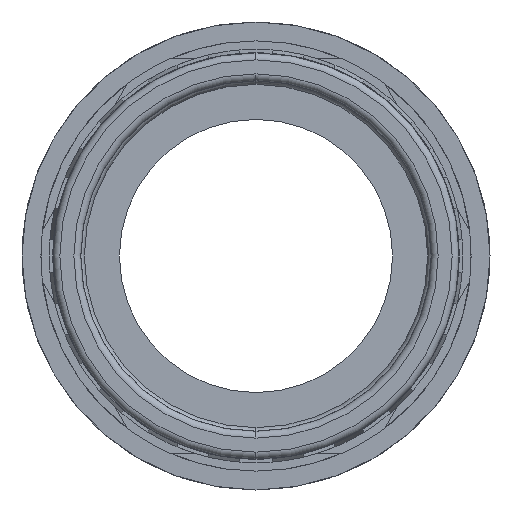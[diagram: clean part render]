
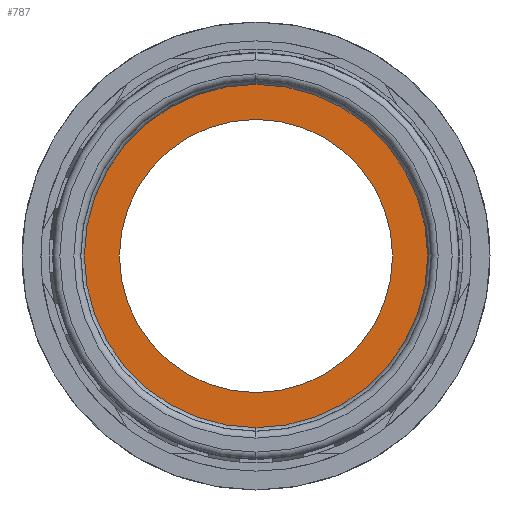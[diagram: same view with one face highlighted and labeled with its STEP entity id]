
A CAD part, left-side view. The second image highlights one B-rep face of the part: STEP entity #787.
In plain terms, the highlighted planar face has unit normal (-1, 0, 0).
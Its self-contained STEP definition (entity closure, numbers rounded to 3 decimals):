
#86 = DIRECTION ( 'NONE',  ( 0., 0., 1. ) ) ;
#357 = CIRCLE ( 'NONE', #5114, 25. ) ;
#634 = CARTESIAN_POINT ( 'NONE',  ( -138.5, 0., 19.5 ) ) ;
#787 = ADVANCED_FACE ( 'NONE', ( #24963, #14935 ), #24376, .T. ) ;
#919 = DIRECTION ( 'NONE',  ( 0., 0., 1. ) ) ;
#1428 = CIRCLE ( 'NONE', #17134, 19.5 ) ;
#2761 = AXIS2_PLACEMENT_3D ( 'NONE', #24224, #12211, #26200 ) ;
#3989 = CIRCLE ( 'NONE', #2761, 19.5 ) ;
#4248 = CARTESIAN_POINT ( 'NONE',  ( -138.5, 0., 0. ) ) ;
#4674 = ORIENTED_EDGE ( 'NONE', *, *, #5855, .F. ) ;
#5114 = AXIS2_PLACEMENT_3D ( 'NONE', #10524, #24538, #12530 ) ;
#5324 = ORIENTED_EDGE ( 'NONE', *, *, #9849, .F. ) ;
#5855 = EDGE_CURVE ( 'NONE', #25128, #26216, #1428, .T. ) ;
#6416 = CARTESIAN_POINT ( 'NONE',  ( -138.5, 0., -25. ) ) ;
#7041 = AXIS2_PLACEMENT_3D ( 'NONE', #4248, #12365, #86 ) ;
#7507 = CARTESIAN_POINT ( 'NONE',  ( -138.5, 0., 0. ) ) ;
#8537 = EDGE_CURVE ( 'NONE', #15126, #23359, #24152, .T. ) ;
#8741 = CARTESIAN_POINT ( 'NONE',  ( -138.5, 0., 25. ) ) ;
#9549 = DIRECTION ( 'NONE',  ( 0., 0., 1. ) ) ;
#9849 = EDGE_CURVE ( 'NONE', #26216, #25128, #3989, .T. ) ;
#10524 = CARTESIAN_POINT ( 'NONE',  ( -138.5, 0., 0. ) ) ;
#11177 = EDGE_LOOP ( 'NONE', ( #21372, #11323 ) ) ;
#11323 = ORIENTED_EDGE ( 'NONE', *, *, #18372, .T. ) ;
#12211 = DIRECTION ( 'NONE',  ( -1., 0., 0. ) ) ;
#12365 = DIRECTION ( 'NONE',  ( -1., 0., 0. ) ) ;
#12530 = DIRECTION ( 'NONE',  ( 0., 0., 1. ) ) ;
#13154 = DIRECTION ( 'NONE',  ( -1., 0., 0. ) ) ;
#14810 = CARTESIAN_POINT ( 'NONE',  ( -138.5, 0., -19.5 ) ) ;
#14935 = FACE_OUTER_BOUND ( 'NONE', #11177, .T. ) ;
#15126 = VERTEX_POINT ( 'NONE', #8741 ) ;
#17134 = AXIS2_PLACEMENT_3D ( 'NONE', #25162, #13154, #919 ) ;
#18165 = EDGE_LOOP ( 'NONE', ( #4674, #5324 ) ) ;
#18372 = EDGE_CURVE ( 'NONE', #23359, #15126, #357, .T. ) ;
#21372 = ORIENTED_EDGE ( 'NONE', *, *, #8537, .T. ) ;
#21569 = DIRECTION ( 'NONE',  ( -1., 0., 0. ) ) ;
#23221 = AXIS2_PLACEMENT_3D ( 'NONE', #7507, #21569, #9549 ) ;
#23359 = VERTEX_POINT ( 'NONE', #6416 ) ;
#24152 = CIRCLE ( 'NONE', #23221, 25. ) ;
#24224 = CARTESIAN_POINT ( 'NONE',  ( -138.5, 0., 0. ) ) ;
#24376 = PLANE ( 'NONE',  #7041 ) ;
#24538 = DIRECTION ( 'NONE',  ( -1., 0., 0. ) ) ;
#24963 = FACE_BOUND ( 'NONE', #18165, .T. ) ;
#25128 = VERTEX_POINT ( 'NONE', #634 ) ;
#25162 = CARTESIAN_POINT ( 'NONE',  ( -138.5, 0., 0. ) ) ;
#26200 = DIRECTION ( 'NONE',  ( 0., 0., 1. ) ) ;
#26216 = VERTEX_POINT ( 'NONE', #14810 ) ;
